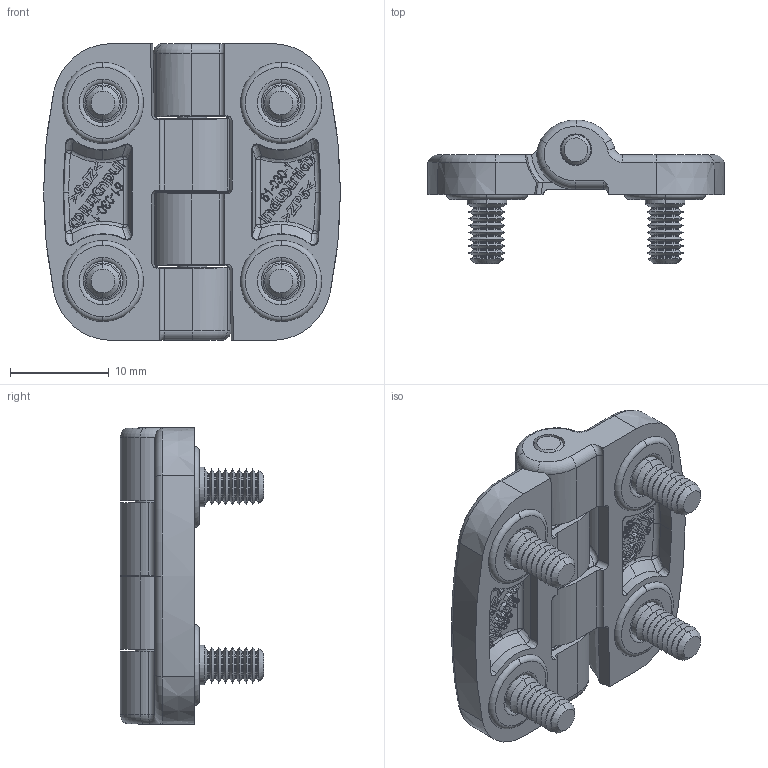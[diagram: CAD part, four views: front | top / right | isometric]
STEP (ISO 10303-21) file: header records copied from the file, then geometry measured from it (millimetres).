
FILE_DESCRIPTION (( 'STEP AP203' ), '1' );
FILE_NAME ('3216-610304-30_Industrilas.step', '2017-03-31T09:30:54', ( '' ), ( '' ), 'SwSTEP 2.0', 'SolidWorks 2008', '' );
FILE_SCHEMA (( 'CONFIG_CONTROL_DESIGN' ));
Length unit declared in the file: millimetre
Products named in the file (6): 00007478(30x30M4-(t酹)); 00009710(013090-010-4); 3216-610304-30_Industrilas; 00010697(321661-030-1-(pur)); 00010697(321661-030-1-(pur))(2); 00007479(30x30)-1
Assembly tree (9 placements, depth 3):
  3216-610304-30_Industrilas
    00010697(321661-030-1-(pur))
      00009710(013090-010-4)  x2
      00007478(30x30M4-(t酹))
    00010697(321661-030-1-(pur))(2)
      00007478(30x30M4-(t酹))
      00009710(013090-010-4)  x2
    00007479(30x30)-1
Bounding box: 30 x 14.5 x 30 mm (x, y, z)
Volume: 3721.8 mm3; surface area: 4820.5 mm2
Topology: 7 solids, 7 shells, 1202 faces, 2946 edges, 1824 vertices
Faces by surface type: plane 534, cone 238, torus 188, bspline 140, cylinder 94, sphere 8
Entity records: 20871 total; most frequent: CARTESIAN_POINT 6987, ORIENTED_EDGE 2858, DIRECTION 2555, EDGE_CURVE 1429, AXIS2_PLACEMENT_3D 921, VERTEX_POINT 896, LINE 713, VECTOR 713
